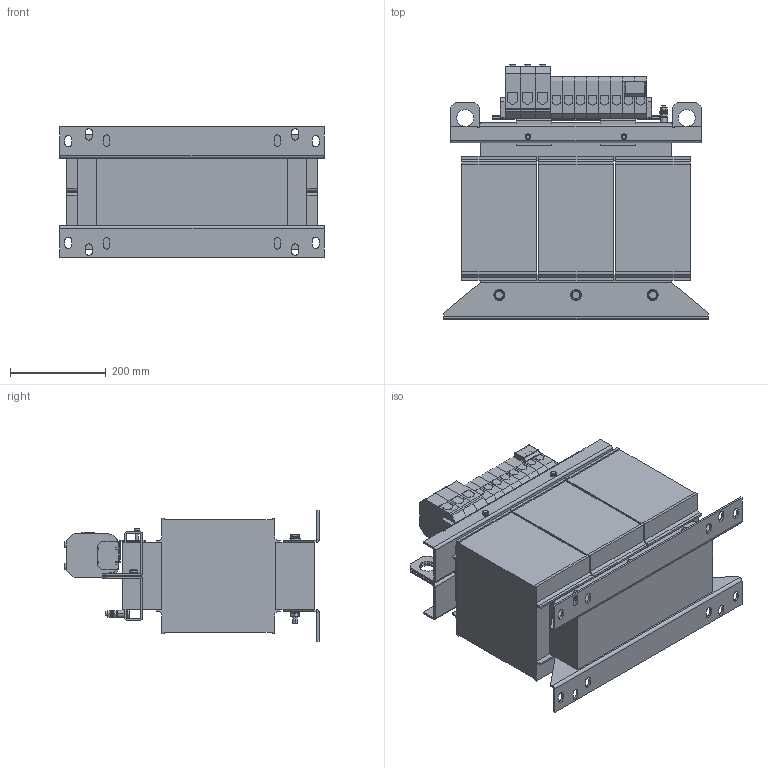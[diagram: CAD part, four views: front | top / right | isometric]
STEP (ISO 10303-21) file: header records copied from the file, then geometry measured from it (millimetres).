
FILE_DESCRIPTION (( 'STEP AP214' ), '1' );
FILE_NAME ('197162.STEP', '2020-05-28T17:34:15', ( '' ), ( '' ), 'SwSTEP 2.0', 'SolidWorks 2018', '' );
FILE_SCHEMA (( 'AUTOMOTIVE_DESIGN' ));
Length unit declared in the file: millimetre
Products named in the file (1): 197162
Bounding box: 552 x 529.59 x 272 mm (x, y, z)
Volume: 38722514.9 mm3; surface area: 1606214.1 mm2
Topology: 1 solids, 1 shells, 1291 faces, 3273 edges, 2062 vertices
Faces by surface type: plane 908, cylinder 211, cone 100, bspline 34, torus 30, sphere 8
Entity records: 39517 total; most frequent: CARTESIAN_POINT 8695, ORIENTED_EDGE 6546, DIRECTION 6077, EDGE_CURVE 3273, LINE 2337, VECTOR 2337, VERTEX_POINT 2062, AXIS2_PLACEMENT_3D 1870
